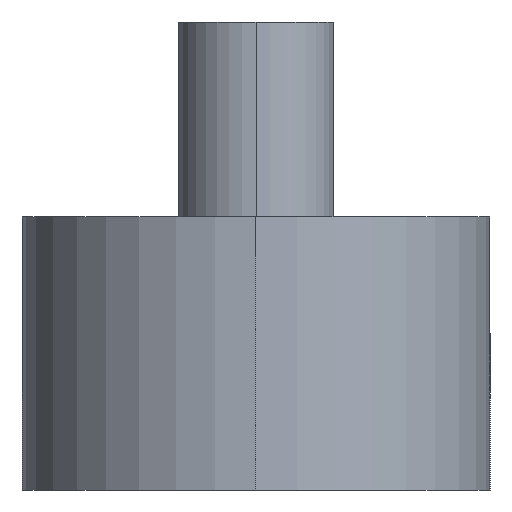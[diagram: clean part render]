
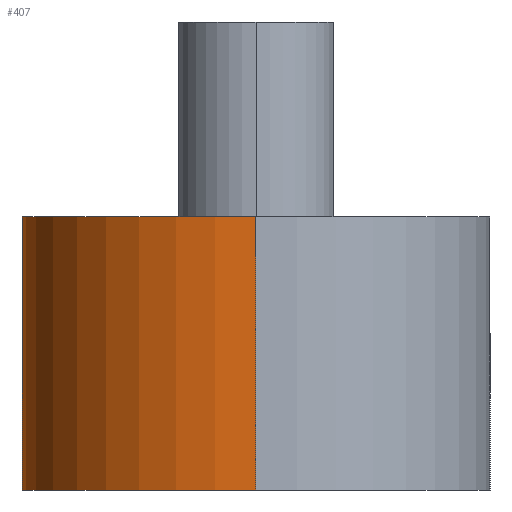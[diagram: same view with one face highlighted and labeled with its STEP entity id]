
A CAD part, left-side view. The second image highlights one B-rep face of the part: STEP entity #407.
In plain terms, the highlighted cylindrical face has radius 30 mm (diameter 60 mm), a partial arc.
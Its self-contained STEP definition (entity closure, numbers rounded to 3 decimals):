
#2 = CARTESIAN_POINT ( 'NONE',  ( -125., 30., 10. ) ) ;
#5 = FACE_OUTER_BOUND ( 'NONE', #238, .T. ) ;
#14 = VERTEX_POINT ( 'NONE', #400 ) ;
#19 = DIRECTION ( 'NONE',  ( 1., 0., 0. ) ) ;
#22 = CIRCLE ( 'NONE', #256, 30. ) ;
#33 = CARTESIAN_POINT ( 'NONE',  ( -155., 0., 25. ) ) ;
#47 = VERTEX_POINT ( 'NONE', #33 ) ;
#52 = DIRECTION ( 'NONE',  ( 0., 0., -1. ) ) ;
#53 = VERTEX_POINT ( 'NONE', #215 ) ;
#55 = CARTESIAN_POINT ( 'NONE',  ( -125., 0., 10. ) ) ;
#63 = VERTEX_POINT ( 'NONE', #66 ) ;
#66 = CARTESIAN_POINT ( 'NONE',  ( -125., 30., 10. ) ) ;
#72 = CYLINDRICAL_SURFACE ( 'NONE', #392, 30. ) ;
#78 = ORIENTED_EDGE ( 'NONE', *, *, #234, .F. ) ;
#84 = EDGE_CURVE ( 'NONE', #53, #269, #284, .T. ) ;
#88 = EDGE_CURVE ( 'NONE', #14, #47, #22, .T. ) ;
#91 = ORIENTED_EDGE ( 'NONE', *, *, #213, .T. ) ;
#116 = CARTESIAN_POINT ( 'NONE',  ( -125., 0., 10. ) ) ;
#136 = CIRCLE ( 'NONE', #144, 30. ) ;
#144 = AXIS2_PLACEMENT_3D ( 'NONE', #55, #390, #19 ) ;
#146 = DIRECTION ( 'NONE',  ( 1., 0., 0. ) ) ;
#148 = DIRECTION ( 'NONE',  ( 0., 0., -1. ) ) ;
#150 = VECTOR ( 'NONE', #52, 1000. ) ;
#178 = DIRECTION ( 'NONE',  ( 1., 0., 0. ) ) ;
#186 = ORIENTED_EDGE ( 'NONE', *, *, #88, .F. ) ;
#213 = EDGE_CURVE ( 'NONE', #391, #63, #136, .T. ) ;
#215 = CARTESIAN_POINT ( 'NONE',  ( -125., 30., -10. ) ) ;
#230 = AXIS2_PLACEMENT_3D ( 'NONE', #470, #363, #178 ) ;
#234 = EDGE_CURVE ( 'NONE', #47, #269, #250, .T. ) ;
#238 = EDGE_LOOP ( 'NONE', ( #186, #424, #91, #274, #280, #78 ) ) ;
#241 = CARTESIAN_POINT ( 'NONE',  ( -155., 0., -10. ) ) ;
#250 = LINE ( 'NONE', #461, #150 ) ;
#256 = AXIS2_PLACEMENT_3D ( 'NONE', #327, #290, #146 ) ;
#264 = DIRECTION ( 'NONE',  ( 0., 0., -1. ) ) ;
#269 = VERTEX_POINT ( 'NONE', #241 ) ;
#274 = ORIENTED_EDGE ( 'NONE', *, *, #340, .T. ) ;
#280 = ORIENTED_EDGE ( 'NONE', *, *, #84, .T. ) ;
#284 = CIRCLE ( 'NONE', #230, 30. ) ;
#290 = DIRECTION ( 'NONE',  ( 0., 0., 1. ) ) ;
#302 = EDGE_CURVE ( 'NONE', #14, #391, #369, .T. ) ;
#305 = VECTOR ( 'NONE', #335, 1000. ) ;
#327 = CARTESIAN_POINT ( 'NONE',  ( -125., 0., 25. ) ) ;
#335 = DIRECTION ( 'NONE',  ( 0., 0., -1. ) ) ;
#340 = EDGE_CURVE ( 'NONE', #63, #53, #360, .T. ) ;
#360 = LINE ( 'NONE', #2, #305 ) ;
#363 = DIRECTION ( 'NONE',  ( 0., 0., 1. ) ) ;
#369 = LINE ( 'NONE', #464, #381 ) ;
#381 = VECTOR ( 'NONE', #148, 1000. ) ;
#390 = DIRECTION ( 'NONE',  ( 0., 0., 1. ) ) ;
#391 = VERTEX_POINT ( 'NONE', #441 ) ;
#392 = AXIS2_PLACEMENT_3D ( 'NONE', #116, #264, #435 ) ;
#400 = CARTESIAN_POINT ( 'NONE',  ( -95., 0., 25. ) ) ;
#407 = ADVANCED_FACE ( 'NONE', ( #5 ), #72, .T. ) ;
#424 = ORIENTED_EDGE ( 'NONE', *, *, #302, .T. ) ;
#435 = DIRECTION ( 'NONE',  ( -1., 0., 0. ) ) ;
#441 = CARTESIAN_POINT ( 'NONE',  ( -95., 0., 10. ) ) ;
#461 = CARTESIAN_POINT ( 'NONE',  ( -155., 0., 10. ) ) ;
#464 = CARTESIAN_POINT ( 'NONE',  ( -95., 0., 10. ) ) ;
#470 = CARTESIAN_POINT ( 'NONE',  ( -125., 0., -10. ) ) ;
